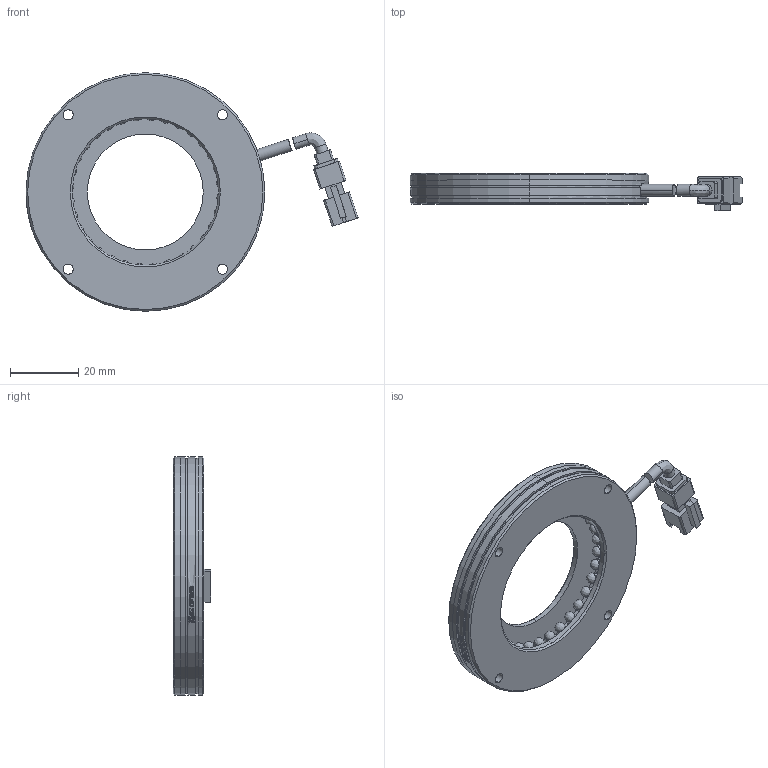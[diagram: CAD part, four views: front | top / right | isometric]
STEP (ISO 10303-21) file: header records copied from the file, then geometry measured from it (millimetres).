
FILE_DESCRIPTION (( 'STEP AP214' ), '1' );
FILE_NAME ('660024-B.STEP', '2019-03-29T05:58:39', ( 'user' ), ( '微软中国' ), 'SwSTEP 2.0', 'SolidWorks 2016', '' );
FILE_SCHEMA (( 'AUTOMOTIVE_DESIGN' ));
Length unit declared in the file: millimetre
Products named in the file (1): 660024-B
Bounding box: 97.4 x 11 x 70 mm (x, y, z)
Volume: 17277.7 mm3; surface area: 21297.2 mm2
Topology: 37 solids, 37 shells, 771 faces, 1916 edges, 1276 vertices
Faces by surface type: plane 464, cylinder 242, bspline 41, cone 24
Entity records: 37051 total; most frequent: CARTESIAN_POINT 9772, DIRECTION 3776, ORIENTED_EDGE 3688, EDGE_CURVE 1844, AXIS2_PLACEMENT_3D 1288, VERTEX_POINT 1276, VECTOR 1200, LINE 1200
